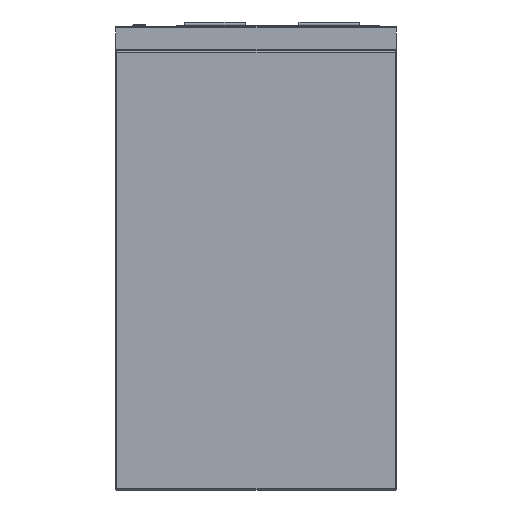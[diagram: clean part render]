
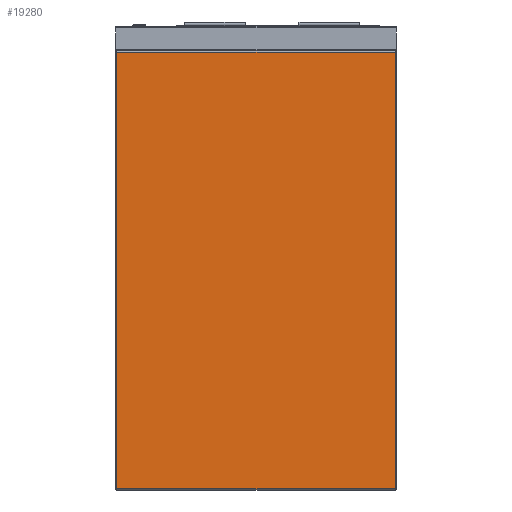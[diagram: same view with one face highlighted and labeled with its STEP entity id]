
A CAD part, left-side view. The second image highlights one B-rep face of the part: STEP entity #19280.
In plain terms, the highlighted planar face has unit normal (-1, 0, 0).
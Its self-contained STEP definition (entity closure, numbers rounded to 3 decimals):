
#806 = CARTESIAN_POINT ( 'NONE',  ( -772.5, -228., -758. ) ) ;
#1321 = DIRECTION ( 'NONE',  ( 0., -1., 0. ) ) ;
#1538 = VECTOR ( 'NONE', #1321, 1000. ) ;
#2102 = LINE ( 'NONE', #6716, #10232 ) ;
#2782 = ORIENTED_EDGE ( 'NONE', *, *, #10847, .T. ) ;
#2810 = VECTOR ( 'NONE', #14302, 1000. ) ;
#3716 = ORIENTED_EDGE ( 'NONE', *, *, #15312, .T. ) ;
#4176 = LINE ( 'NONE', #8249, #2810 ) ;
#4379 = PLANE ( 'NONE',  #6082 ) ;
#4953 = DIRECTION ( 'NONE',  ( 0., 1., 0. ) ) ;
#5300 = CARTESIAN_POINT ( 'NONE',  ( -772.5, 228., -42. ) ) ;
#6082 = AXIS2_PLACEMENT_3D ( 'NONE', #14881, #12299, #17949 ) ;
#6226 = FACE_OUTER_BOUND ( 'NONE', #15316, .T. ) ;
#6716 = CARTESIAN_POINT ( 'NONE',  ( -772.5, 230., -42. ) ) ;
#7309 = CARTESIAN_POINT ( 'NONE',  ( -772.5, 228., -758. ) ) ;
#8249 = CARTESIAN_POINT ( 'NONE',  ( -772.5, -228., -760. ) ) ;
#8625 = CARTESIAN_POINT ( 'NONE',  ( -772.5, 228., -760. ) ) ;
#9288 = VERTEX_POINT ( 'NONE', #806 ) ;
#9555 = VERTEX_POINT ( 'NONE', #17025 ) ;
#10232 = VECTOR ( 'NONE', #4953, 1000. ) ;
#10385 = CARTESIAN_POINT ( 'NONE',  ( -772.5, -230., -758. ) ) ;
#10847 = EDGE_CURVE ( 'NONE', #11546, #14060, #13014, .T. ) ;
#11546 = VERTEX_POINT ( 'NONE', #5300 ) ;
#12299 = DIRECTION ( 'NONE',  ( -1., 0., 0. ) ) ;
#12657 = EDGE_CURVE ( 'NONE', #14060, #9288, #13649, .T. ) ;
#13014 = LINE ( 'NONE', #8625, #16715 ) ;
#13649 = LINE ( 'NONE', #10385, #1538 ) ;
#14060 = VERTEX_POINT ( 'NONE', #7309 ) ;
#14302 = DIRECTION ( 'NONE',  ( 0., 0., 1. ) ) ;
#14881 = CARTESIAN_POINT ( 'NONE',  ( -772.5, -230., -760. ) ) ;
#15009 = ORIENTED_EDGE ( 'NONE', *, *, #19366, .T. ) ;
#15312 = EDGE_CURVE ( 'NONE', #9288, #9555, #4176, .T. ) ;
#15316 = EDGE_LOOP ( 'NONE', ( #3716, #15009, #2782, #18767 ) ) ;
#15979 = DIRECTION ( 'NONE',  ( 0., 0., -1. ) ) ;
#16715 = VECTOR ( 'NONE', #15979, 1000. ) ;
#17025 = CARTESIAN_POINT ( 'NONE',  ( -772.5, -228., -42. ) ) ;
#17949 = DIRECTION ( 'NONE',  ( 0., -1., 0. ) ) ;
#18767 = ORIENTED_EDGE ( 'NONE', *, *, #12657, .T. ) ;
#19280 = ADVANCED_FACE ( 'Fl�che7', ( #6226 ), #4379, .T. ) ;
#19366 = EDGE_CURVE ( 'NONE', #9555, #11546, #2102, .T. ) ;
